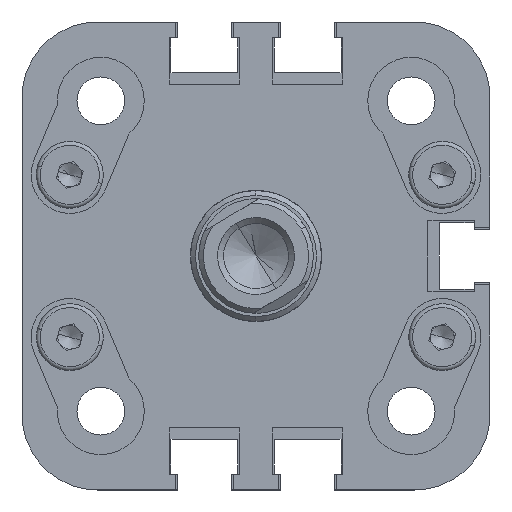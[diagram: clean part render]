
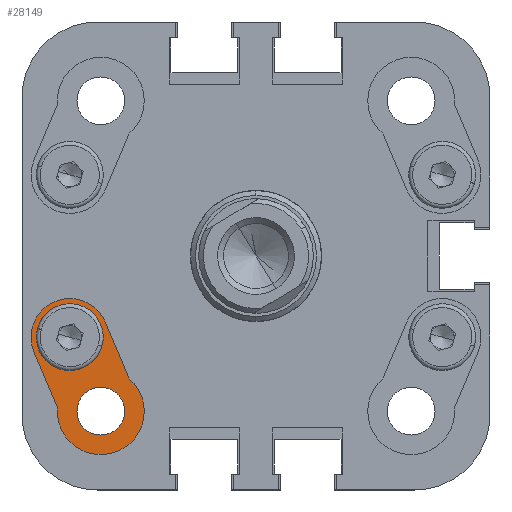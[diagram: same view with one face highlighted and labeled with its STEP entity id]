
A CAD part, left-side view. The second image highlights one B-rep face of the part: STEP entity #28149.
In plain terms, the highlighted face is planar.
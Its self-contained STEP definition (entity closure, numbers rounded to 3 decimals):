
#213 = ORIENTED_EDGE ( 'NONE', *, *, #4923, .F. ) ;
#1080 = VERTEX_POINT ( 'NONE', #29689 ) ;
#1084 = CIRCLE ( 'NONE', #19332, 4.05 ) ;
#1366 = VERTEX_POINT ( 'NONE', #26200 ) ;
#1603 = AXIS2_PLACEMENT_3D ( 'NONE', #16980, #36713, #7850 ) ;
#1707 = CARTESIAN_POINT ( 'NONE',  ( -4.5, 12.515, 14.684 ) ) ;
#1947 = FACE_OUTER_BOUND ( 'NONE', #11172, .T. ) ;
#2053 = LINE ( 'NONE', #2793, #9529 ) ;
#2547 = CARTESIAN_POINT ( 'NONE',  ( -4.5, 16.25, 16.25 ) ) ;
#2793 = CARTESIAN_POINT ( 'NONE',  ( -4.5, 19.985, 17.816 ) ) ;
#2860 = DIRECTION ( 'NONE',  ( 0., 0., -1. ) ) ;
#2903 = DIRECTION ( 'NONE',  ( 0., 0., -1. ) ) ;
#3100 = CARTESIAN_POINT ( 'NONE',  ( -4.5, 19.5, 5.85 ) ) ;
#3383 = CIRCLE ( 'NONE', #31899, 4.05 ) ;
#4923 = EDGE_CURVE ( 'NONE', #1080, #32963, #8852, .T. ) ;
#5207 = DIRECTION ( 'NONE',  ( 0., 0., 1. ) ) ;
#5911 = DIRECTION ( 'NONE',  ( 0., 0., -1. ) ) ;
#6269 = VERTEX_POINT ( 'NONE', #16600 ) ;
#7483 = EDGE_CURVE ( 'NONE', #33085, #1366, #13270, .T. ) ;
#7794 = AXIS2_PLACEMENT_3D ( 'NONE', #18225, #14678, #5911 ) ;
#7850 = DIRECTION ( 'NONE',  ( 0., 0., 1. ) ) ;
#8852 = CIRCLE ( 'NONE', #29500, 2.5 ) ;
#9167 = CARTESIAN_POINT ( 'NONE',  ( -4.5, 13.317, 12.771 ) ) ;
#9529 = VECTOR ( 'NONE', #28662, 1000. ) ;
#11172 = EDGE_LOOP ( 'NONE', ( #22181, #31315, #18435, #24972, #13906 ) ) ;
#13270 = CIRCLE ( 'NONE', #7794, 2.65 ) ;
#13906 = ORIENTED_EDGE ( 'NONE', *, *, #31585, .T. ) ;
#14299 = CARTESIAN_POINT ( 'NONE',  ( -4.5, 16.25, 16.25 ) ) ;
#14678 = DIRECTION ( 'NONE',  ( 1., 0., 0. ) ) ;
#14913 = DIRECTION ( 'NONE',  ( 1., 0., 0. ) ) ;
#16073 = VECTOR ( 'NONE', #18830, 1000. ) ;
#16453 = VERTEX_POINT ( 'NONE', #9167 ) ;
#16600 = CARTESIAN_POINT ( 'NONE',  ( -4.5, 23.235, 10.066 ) ) ;
#16821 = CARTESIAN_POINT ( 'NONE',  ( -4.5, 16.25, 13.75 ) ) ;
#16980 = CARTESIAN_POINT ( 'NONE',  ( -4.5, 22.15, 8.5 ) ) ;
#17011 = CARTESIAN_POINT ( 'NONE',  ( -4.5, 19.5, 8.5 ) ) ;
#17160 = FACE_BOUND ( 'NONE', #19923, .T. ) ;
#17646 = CIRCLE ( 'NONE', #32195, 2.65 ) ;
#18225 = CARTESIAN_POINT ( 'NONE',  ( -4.5, 19.5, 8.5 ) ) ;
#18435 = ORIENTED_EDGE ( 'NONE', *, *, #18672, .T. ) ;
#18672 = EDGE_CURVE ( 'NONE', #16453, #35238, #36286, .T. ) ;
#18830 = DIRECTION ( 'NONE',  ( 0., 0.387, -0.922 ) ) ;
#19121 = DIRECTION ( 'NONE',  ( 0., 0., -1. ) ) ;
#19332 = AXIS2_PLACEMENT_3D ( 'NONE', #17011, #28591, #34259 ) ;
#19923 = EDGE_LOOP ( 'NONE', ( #31360, #34169 ) ) ;
#20048 = VERTEX_POINT ( 'NONE', #35690 ) ;
#21908 = CARTESIAN_POINT ( 'NONE',  ( -4.5, 19.5, 4.45 ) ) ;
#22181 = ORIENTED_EDGE ( 'NONE', *, *, #22904, .T. ) ;
#22260 = AXIS2_PLACEMENT_3D ( 'NONE', #2547, #37493, #28603 ) ;
#22457 = EDGE_LOOP ( 'NONE', ( #23048, #213 ) ) ;
#22904 = EDGE_CURVE ( 'NONE', #6269, #20048, #2053, .T. ) ;
#23048 = ORIENTED_EDGE ( 'NONE', *, *, #27821, .F. ) ;
#23249 = CARTESIAN_POINT ( 'NONE',  ( -4.5, 19.5, 8.5 ) ) ;
#23918 = CARTESIAN_POINT ( 'NONE',  ( -4.5, 19.5, 8.5 ) ) ;
#24972 = ORIENTED_EDGE ( 'NONE', *, *, #28792, .T. ) ;
#26200 = CARTESIAN_POINT ( 'NONE',  ( -4.5, 19.5, 11.15 ) ) ;
#26371 = EDGE_CURVE ( 'NONE', #1366, #33085, #17646, .T. ) ;
#26505 = VERTEX_POINT ( 'NONE', #21908 ) ;
#27821 = EDGE_CURVE ( 'NONE', #32963, #1080, #31930, .T. ) ;
#28149 = ADVANCED_FACE ( 'NONE', ( #17160, #1947, #31401 ), #37265, .F. ) ;
#28406 = DIRECTION ( 'NONE',  ( 1., 0., 0. ) ) ;
#28591 = DIRECTION ( 'NONE',  ( 1., 0., 0. ) ) ;
#28603 = DIRECTION ( 'NONE',  ( 0., 0., 1. ) ) ;
#28662 = DIRECTION ( 'NONE',  ( 0., -0.387, 0.922 ) ) ;
#28792 = EDGE_CURVE ( 'NONE', #35238, #26505, #3383, .T. ) ;
#29500 = AXIS2_PLACEMENT_3D ( 'NONE', #31243, #28406, #5207 ) ;
#29689 = CARTESIAN_POINT ( 'NONE',  ( -4.5, 16.25, 18.75 ) ) ;
#31243 = CARTESIAN_POINT ( 'NONE',  ( -4.5, 16.25, 16.25 ) ) ;
#31315 = ORIENTED_EDGE ( 'NONE', *, *, #32138, .T. ) ;
#31360 = ORIENTED_EDGE ( 'NONE', *, *, #7483, .F. ) ;
#31401 = FACE_BOUND ( 'NONE', #22457, .T. ) ;
#31585 = EDGE_CURVE ( 'NONE', #26505, #6269, #1084, .T. ) ;
#31899 = AXIS2_PLACEMENT_3D ( 'NONE', #23918, #35506, #19121 ) ;
#31930 = CIRCLE ( 'NONE', #22260, 2.5 ) ;
#32138 = EDGE_CURVE ( 'NONE', #20048, #16453, #35724, .T. ) ;
#32195 = AXIS2_PLACEMENT_3D ( 'NONE', #23249, #14913, #2903 ) ;
#32963 = VERTEX_POINT ( 'NONE', #16821 ) ;
#33085 = VERTEX_POINT ( 'NONE', #3100 ) ;
#33403 = CARTESIAN_POINT ( 'NONE',  ( -4.5, 15.765, 6.934 ) ) ;
#34169 = ORIENTED_EDGE ( 'NONE', *, *, #26371, .F. ) ;
#34259 = DIRECTION ( 'NONE',  ( 0., 0., -1. ) ) ;
#34489 = AXIS2_PLACEMENT_3D ( 'NONE', #14299, #37438, #2860 ) ;
#35238 = VERTEX_POINT ( 'NONE', #33403 ) ;
#35506 = DIRECTION ( 'NONE',  ( 1., 0., 0. ) ) ;
#35690 = CARTESIAN_POINT ( 'NONE',  ( -4.5, 20.787, 15.904 ) ) ;
#35724 = CIRCLE ( 'NONE', #34489, 4.55 ) ;
#36286 = LINE ( 'NONE', #1707, #16073 ) ;
#36713 = DIRECTION ( 'NONE',  ( -1., 0., 0. ) ) ;
#37265 = PLANE ( 'NONE',  #1603 ) ;
#37438 = DIRECTION ( 'NONE',  ( 1., 0., 0. ) ) ;
#37493 = DIRECTION ( 'NONE',  ( 1., 0., 0. ) ) ;
